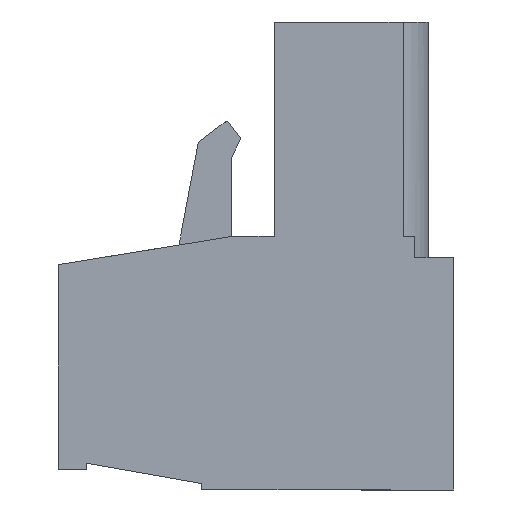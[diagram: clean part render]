
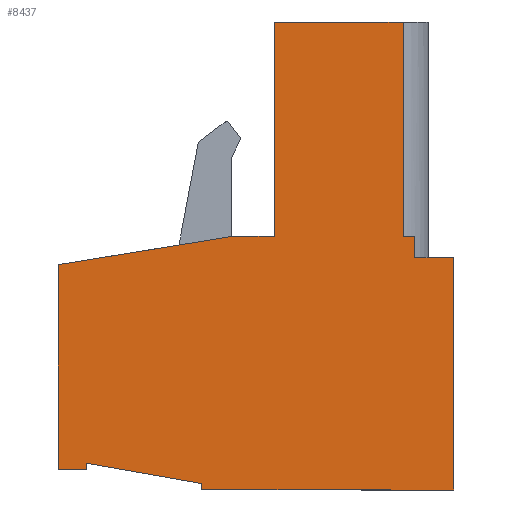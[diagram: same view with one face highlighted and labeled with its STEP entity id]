
A CAD part, left-side view. The second image highlights one B-rep face of the part: STEP entity #8437.
In plain terms, the highlighted planar face has unit normal (-1, 0, 0).
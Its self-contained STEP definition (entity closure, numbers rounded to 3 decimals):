
#47 = PLANE ( 'NONE',  #2885 ) ;
#102 = ORIENTED_EDGE ( 'NONE', *, *, #3926, .F. ) ;
#362 = VECTOR ( 'NONE', #6917, 1000. ) ;
#468 = VERTEX_POINT ( 'NONE', #2518 ) ;
#540 = VECTOR ( 'NONE', #696, 1000. ) ;
#696 = DIRECTION ( 'NONE',  ( 0., 0., -1. ) ) ;
#881 = VERTEX_POINT ( 'NONE', #1900 ) ;
#956 = LINE ( 'NONE', #6896, #8320 ) ;
#959 = DIRECTION ( 'NONE',  ( 0., 1., 0. ) ) ;
#979 = CARTESIAN_POINT ( 'NONE',  ( 0., 14.24, -8.2 ) ) ;
#1068 = CARTESIAN_POINT ( 'NONE',  ( 0., 1.51, 0. ) ) ;
#1143 = DIRECTION ( 'NONE',  ( 0., 0., 1. ) ) ;
#1326 = EDGE_CURVE ( 'NONE', #2457, #5253, #3825, .T. ) ;
#1374 = LINE ( 'NONE', #3215, #5171 ) ;
#1446 = LINE ( 'NONE', #2985, #7367 ) ;
#1452 = CARTESIAN_POINT ( 'NONE',  ( 0., 6.96, 9.15 ) ) ;
#1467 = ORIENTED_EDGE ( 'NONE', *, *, #2348, .F. ) ;
#1468 = CARTESIAN_POINT ( 'NONE',  ( 0., 0., 0. ) ) ;
#1470 = EDGE_CURVE ( 'NONE', #468, #6242, #8625, .T. ) ;
#1473 = VECTOR ( 'NONE', #6305, 1000. ) ;
#1499 = ORIENTED_EDGE ( 'NONE', *, *, #4046, .F. ) ;
#1549 = ORIENTED_EDGE ( 'NONE', *, *, #1470, .F. ) ;
#1614 = LINE ( 'NONE', #1068, #8944 ) ;
#1742 = CARTESIAN_POINT ( 'NONE',  ( 0., 0., 0. ) ) ;
#1828 = VECTOR ( 'NONE', #9176, 1000. ) ;
#1836 = EDGE_LOOP ( 'NONE', ( #8450, #1549, #7358, #7366, #7039, #102, #3178, #1467, #4308, #7865, #7621, #8198, #2023, #2020, #1499 ) ) ;
#1900 = CARTESIAN_POINT ( 'NONE',  ( 0., 0., -9. ) ) ;
#1948 = VECTOR ( 'NONE', #959, 1000. ) ;
#2013 = CARTESIAN_POINT ( 'NONE',  ( 0., 14.24, -7.96 ) ) ;
#2020 = ORIENTED_EDGE ( 'NONE', *, *, #3514, .F. ) ;
#2023 = ORIENTED_EDGE ( 'NONE', *, *, #8789, .F. ) ;
#2190 = DIRECTION ( 'NONE',  ( 0., 0., -1. ) ) ;
#2348 = EDGE_CURVE ( 'NONE', #7817, #8043, #4374, .T. ) ;
#2457 = VERTEX_POINT ( 'NONE', #6310 ) ;
#2518 = CARTESIAN_POINT ( 'NONE',  ( 0., 1.51, 0.85 ) ) ;
#2543 = CARTESIAN_POINT ( 'NONE',  ( 0., 9.77, -9. ) ) ;
#2728 = VECTOR ( 'NONE', #7342, 1000. ) ;
#2885 = AXIS2_PLACEMENT_3D ( 'NONE', #1468, #6470, #2190 ) ;
#2952 = VECTOR ( 'NONE', #5724, 1000. ) ;
#2985 = CARTESIAN_POINT ( 'NONE',  ( 0., 6.96, 0.85 ) ) ;
#3061 = VECTOR ( 'NONE', #1143, 1000. ) ;
#3174 = CARTESIAN_POINT ( 'NONE',  ( 0., 8.49, 0.85 ) ) ;
#3178 = ORIENTED_EDGE ( 'NONE', *, *, #8825, .F. ) ;
#3215 = CARTESIAN_POINT ( 'NONE',  ( 0., 9.77, -8.75 ) ) ;
#3428 = VECTOR ( 'NONE', #4145, 1000. ) ;
#3504 = LINE ( 'NONE', #2543, #3061 ) ;
#3514 = EDGE_CURVE ( 'NONE', #881, #8177, #6938, .T. ) ;
#3598 = CARTESIAN_POINT ( 'NONE',  ( 0., 15.33, -0.26 ) ) ;
#3635 = VERTEX_POINT ( 'NONE', #4806 ) ;
#3654 = CARTESIAN_POINT ( 'NONE',  ( 0., 1.96, 0.85 ) ) ;
#3699 = EDGE_CURVE ( 'NONE', #5253, #7817, #5570, .T. ) ;
#3825 = LINE ( 'NONE', #979, #1948 ) ;
#3828 = CARTESIAN_POINT ( 'NONE',  ( 0., 0., 0. ) ) ;
#3924 = CARTESIAN_POINT ( 'NONE',  ( 0., 0., -9. ) ) ;
#3926 = EDGE_CURVE ( 'NONE', #7374, #6720, #1446, .T. ) ;
#4009 = CARTESIAN_POINT ( 'NONE',  ( 0., 1.51, 0. ) ) ;
#4046 = EDGE_CURVE ( 'NONE', #4450, #881, #6487, .T. ) ;
#4099 = EDGE_CURVE ( 'NONE', #6242, #4450, #1614, .T. ) ;
#4119 = EDGE_CURVE ( 'NONE', #5745, #3635, #1374, .T. ) ;
#4145 = DIRECTION ( 'NONE',  ( 0., 0., 1. ) ) ;
#4252 = VERTEX_POINT ( 'NONE', #5790 ) ;
#4274 = VERTEX_POINT ( 'NONE', #3654 ) ;
#4308 = ORIENTED_EDGE ( 'NONE', *, *, #3699, .F. ) ;
#4374 = LINE ( 'NONE', #4638, #362 ) ;
#4450 = VERTEX_POINT ( 'NONE', #1742 ) ;
#4560 = VECTOR ( 'NONE', #8121, 1000. ) ;
#4638 = CARTESIAN_POINT ( 'NONE',  ( 0., 15.33, -0.26 ) ) ;
#4734 = EDGE_CURVE ( 'NONE', #4274, #468, #6075, .T. ) ;
#4806 = CARTESIAN_POINT ( 'NONE',  ( 0., 14.24, -7.96 ) ) ;
#5153 = DIRECTION ( 'NONE',  ( 0., 0., 1. ) ) ;
#5171 = VECTOR ( 'NONE', #8230, 1000. ) ;
#5204 = CARTESIAN_POINT ( 'NONE',  ( 0., 6.96, 0.85 ) ) ;
#5253 = VERTEX_POINT ( 'NONE', #6987 ) ;
#5463 = CARTESIAN_POINT ( 'NONE',  ( 0., 9.77, -9. ) ) ;
#5478 = LINE ( 'NONE', #2013, #1473 ) ;
#5501 = CARTESIAN_POINT ( 'NONE',  ( 0., 9.77, -8.75 ) ) ;
#5570 = LINE ( 'NONE', #7026, #3428 ) ;
#5630 = CARTESIAN_POINT ( 'NONE',  ( 0., 1.96, 0.85 ) ) ;
#5724 = DIRECTION ( 'NONE',  ( 0., -1., 0. ) ) ;
#5745 = VERTEX_POINT ( 'NONE', #5501 ) ;
#5790 = CARTESIAN_POINT ( 'NONE',  ( 0., 1.96, 9.15 ) ) ;
#5801 = EDGE_CURVE ( 'NONE', #3635, #2457, #5478, .T. ) ;
#6075 = LINE ( 'NONE', #5630, #1828 ) ;
#6242 = VERTEX_POINT ( 'NONE', #4009 ) ;
#6247 = LINE ( 'NONE', #9220, #540 ) ;
#6305 = DIRECTION ( 'NONE',  ( 0., 0., -1. ) ) ;
#6310 = CARTESIAN_POINT ( 'NONE',  ( 0., 14.24, -8.2 ) ) ;
#6470 = DIRECTION ( 'NONE',  ( 1., 0., 0. ) ) ;
#6487 = LINE ( 'NONE', #3828, #4560 ) ;
#6720 = VERTEX_POINT ( 'NONE', #7500 ) ;
#6896 = CARTESIAN_POINT ( 'NONE',  ( 0., 8.49, 0.85 ) ) ;
#6917 = DIRECTION ( 'NONE',  ( 0., -0.987, 0.16 ) ) ;
#6938 = LINE ( 'NONE', #3924, #8795 ) ;
#6987 = CARTESIAN_POINT ( 'NONE',  ( 0., 15.33, -8.2 ) ) ;
#7026 = CARTESIAN_POINT ( 'NONE',  ( 0., 15.33, -8.2 ) ) ;
#7039 = ORIENTED_EDGE ( 'NONE', *, *, #9055, .F. ) ;
#7137 = EDGE_CURVE ( 'NONE', #4252, #4274, #6247, .T. ) ;
#7342 = DIRECTION ( 'NONE',  ( 0., 0., -1. ) ) ;
#7358 = ORIENTED_EDGE ( 'NONE', *, *, #4734, .F. ) ;
#7366 = ORIENTED_EDGE ( 'NONE', *, *, #7137, .F. ) ;
#7367 = VECTOR ( 'NONE', #5153, 1000. ) ;
#7374 = VERTEX_POINT ( 'NONE', #5204 ) ;
#7500 = CARTESIAN_POINT ( 'NONE',  ( 0., 6.96, 9.15 ) ) ;
#7508 = DIRECTION ( 'NONE',  ( 0., -1., 0. ) ) ;
#7597 = CARTESIAN_POINT ( 'NONE',  ( 0., 1.51, 0.85 ) ) ;
#7620 = DIRECTION ( 'NONE',  ( 0., -1., 0. ) ) ;
#7621 = ORIENTED_EDGE ( 'NONE', *, *, #5801, .F. ) ;
#7817 = VERTEX_POINT ( 'NONE', #3598 ) ;
#7865 = ORIENTED_EDGE ( 'NONE', *, *, #1326, .F. ) ;
#7899 = FACE_OUTER_BOUND ( 'NONE', #1836, .T. ) ;
#8043 = VERTEX_POINT ( 'NONE', #3174 ) ;
#8121 = DIRECTION ( 'NONE',  ( 0., 0., -1. ) ) ;
#8177 = VERTEX_POINT ( 'NONE', #5463 ) ;
#8198 = ORIENTED_EDGE ( 'NONE', *, *, #4119, .F. ) ;
#8230 = DIRECTION ( 'NONE',  ( 0., 0.985, 0.174 ) ) ;
#8320 = VECTOR ( 'NONE', #7620, 1000. ) ;
#8426 = LINE ( 'NONE', #1452, #2952 ) ;
#8437 = ADVANCED_FACE ( 'NONE', ( #7899 ), #47, .F. ) ;
#8450 = ORIENTED_EDGE ( 'NONE', *, *, #4099, .F. ) ;
#8625 = LINE ( 'NONE', #7597, #2728 ) ;
#8789 = EDGE_CURVE ( 'NONE', #8177, #5745, #3504, .T. ) ;
#8795 = VECTOR ( 'NONE', #8912, 1000. ) ;
#8825 = EDGE_CURVE ( 'NONE', #8043, #7374, #956, .T. ) ;
#8912 = DIRECTION ( 'NONE',  ( 0., 1., 0. ) ) ;
#8944 = VECTOR ( 'NONE', #7508, 1000. ) ;
#9055 = EDGE_CURVE ( 'NONE', #6720, #4252, #8426, .T. ) ;
#9176 = DIRECTION ( 'NONE',  ( 0., -1., 0. ) ) ;
#9220 = CARTESIAN_POINT ( 'NONE',  ( 0., 1.96, 9.15 ) ) ;
